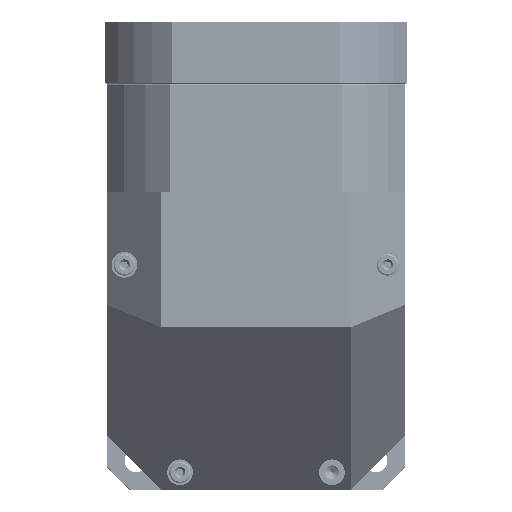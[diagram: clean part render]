
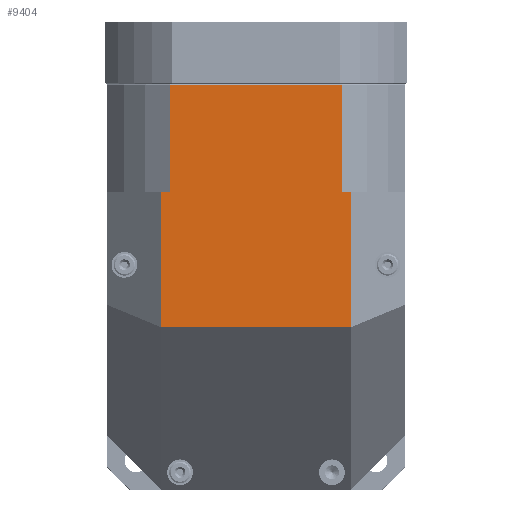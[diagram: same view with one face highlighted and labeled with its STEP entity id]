
A CAD part, front view. The second image highlights one B-rep face of the part: STEP entity #9404.
In plain terms, the highlighted planar face has unit normal (0, -1, 0).
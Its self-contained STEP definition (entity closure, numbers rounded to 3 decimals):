
#9333=CARTESIAN_POINT('',(-110.,-110.0,189.5));
#9334=DIRECTION('',(0.0,-1.0,0.0));
#9335=DIRECTION('',(0.0,0.0,-1.0));
#9336=AXIS2_PLACEMENT_3D('',#9333,#9334,#9335);
#9337=PLANE('',#9336);
#9338=CARTESIAN_POINT('',(63.474,-110.0,110.));
#9339=VERTEX_POINT('',#9338);
#9340=CARTESIAN_POINT('',(63.474,-110.,188.5));
#9341=VERTEX_POINT('',#9340);
#9342=CARTESIAN_POINT('',(63.474,-110.0,110.));
#9343=DIRECTION('',(0.0,0.0,1.0));
#9344=VECTOR('',#9343,78.5);
#9345=LINE('',#9342,#9344);
#9346=EDGE_CURVE('',#9339,#9341,#9345,.T.);
#9347=ORIENTED_EDGE('',*,*,#9346,.T.);
#9348=CARTESIAN_POINT('',(-63.474,-110.,188.5));
#9349=VERTEX_POINT('',#9348);
#9350=CARTESIAN_POINT('',(63.474,-110.0,188.5));
#9351=DIRECTION('',(-1.0,0.0,0.0));
#9352=VECTOR('',#9351,126.949);
#9353=LINE('',#9350,#9352);
#9354=EDGE_CURVE('',#9341,#9349,#9353,.T.);
#9355=ORIENTED_EDGE('',*,*,#9354,.T.);
#9356=CARTESIAN_POINT('',(-63.474,-110.0,110.));
#9357=VERTEX_POINT('',#9356);
#9358=CARTESIAN_POINT('',(-63.474,-110.0,188.5));
#9359=DIRECTION('',(0.0,0.0,-1.0));
#9360=VECTOR('',#9359,78.5);
#9361=LINE('',#9358,#9360);
#9362=EDGE_CURVE('',#9349,#9357,#9361,.T.);
#9363=ORIENTED_EDGE('',*,*,#9362,.T.);
#9364=CARTESIAN_POINT('',(-70.,-110.0,110.));
#9365=VERTEX_POINT('',#9364);
#9366=CARTESIAN_POINT('',(-70.,-110.0,110.));
#9367=DIRECTION('',(1.0,0.0,0.0));
#9368=VECTOR('',#9367,6.526);
#9369=LINE('',#9366,#9368);
#9370=EDGE_CURVE('',#9365,#9357,#9369,.T.);
#9371=ORIENTED_EDGE('',*,*,#9370,.F.);
#9372=CARTESIAN_POINT('',(-70.,-110.0,10.));
#9373=VERTEX_POINT('',#9372);
#9374=CARTESIAN_POINT('',(-70.,-110.0,110.));
#9375=DIRECTION('',(0.0,0.0,-1.0));
#9376=VECTOR('',#9375,100.);
#9377=LINE('',#9374,#9376);
#9378=EDGE_CURVE('',#9365,#9373,#9377,.T.);
#9379=ORIENTED_EDGE('',*,*,#9378,.T.);
#9380=CARTESIAN_POINT('',(70.,-110.0,10.));
#9381=VERTEX_POINT('',#9380);
#9382=CARTESIAN_POINT('',(-70.,-110.0,10.));
#9383=DIRECTION('',(1.0,0.0,0.0));
#9384=VECTOR('',#9383,140.);
#9385=LINE('',#9382,#9384);
#9386=EDGE_CURVE('',#9373,#9381,#9385,.T.);
#9387=ORIENTED_EDGE('',*,*,#9386,.T.);
#9388=CARTESIAN_POINT('',(70.,-110.0,110.));
#9389=VERTEX_POINT('',#9388);
#9390=CARTESIAN_POINT('',(70.,-110.0,10.));
#9391=DIRECTION('',(0.0,0.0,1.0));
#9392=VECTOR('',#9391,100.);
#9393=LINE('',#9390,#9392);
#9394=EDGE_CURVE('',#9381,#9389,#9393,.T.);
#9395=ORIENTED_EDGE('',*,*,#9394,.T.);
#9396=CARTESIAN_POINT('',(63.474,-110.0,110.));
#9397=DIRECTION('',(1.0,0.0,0.0));
#9398=VECTOR('',#9397,6.526);
#9399=LINE('',#9396,#9398);
#9400=EDGE_CURVE('',#9339,#9389,#9399,.T.);
#9401=ORIENTED_EDGE('',*,*,#9400,.F.);
#9402=EDGE_LOOP('',(#9347,#9355,#9363,#9371,#9379,#9387,#9395,#9401));
#9403=FACE_OUTER_BOUND('',#9402,.T.);
#9404=ADVANCED_FACE('',(#9403),#9337,.T.);
